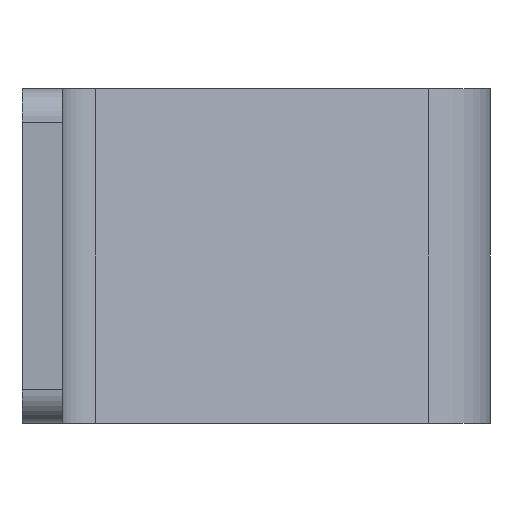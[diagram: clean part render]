
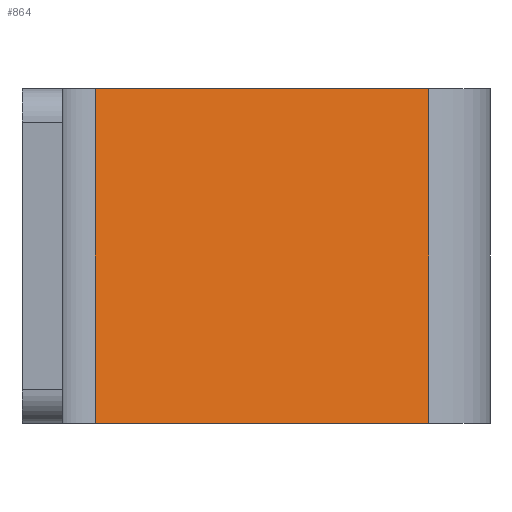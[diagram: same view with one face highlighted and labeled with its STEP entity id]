
A CAD part, left-side view. The second image highlights one B-rep face of the part: STEP entity #864.
In plain terms, the highlighted planar face has unit normal (-0.957, -0.291, 0).
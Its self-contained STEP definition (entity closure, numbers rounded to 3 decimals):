
#29 = CARTESIAN_POINT ( 'NONE',  ( -50.439, 59.035, 0. ) ) ;
#47 = AXIS2_PLACEMENT_3D ( 'NONE', #200, #849, #739 ) ;
#76 = LINE ( 'NONE', #1050, #1058 ) ;
#95 = ORIENTED_EDGE ( 'NONE', *, *, #614, .T. ) ;
#132 = LINE ( 'NONE', #621, #610 ) ;
#200 = CARTESIAN_POINT ( 'NONE',  ( -50.439, 59.035, -50. ) ) ;
#261 = VERTEX_POINT ( 'NONE', #1061 ) ;
#286 = VERTEX_POINT ( 'NONE', #778 ) ;
#373 = EDGE_CURVE ( 'NONE', #261, #1124, #1331, .T. ) ;
#382 = CARTESIAN_POINT ( 'NONE',  ( -35.28, 9.147, -50. ) ) ;
#445 = DIRECTION ( 'NONE',  ( 0.291, -0.957, 0. ) ) ;
#479 = ORIENTED_EDGE ( 'NONE', *, *, #831, .F. ) ;
#522 = FACE_OUTER_BOUND ( 'NONE', #1208, .T. ) ;
#610 = VECTOR ( 'NONE', #1130, 1000. ) ;
#614 = EDGE_CURVE ( 'NONE', #1222, #1124, #769, .T. ) ;
#621 = CARTESIAN_POINT ( 'NONE',  ( -50.439, 59.035, -50. ) ) ;
#739 = DIRECTION ( 'NONE',  ( 0.291, -0.957, 0. ) ) ;
#769 = LINE ( 'NONE', #382, #1273 ) ;
#778 = CARTESIAN_POINT ( 'NONE',  ( -50.439, 59.035, -50. ) ) ;
#819 = DIRECTION ( 'NONE',  ( 0., 0., 1. ) ) ;
#830 = PLANE ( 'NONE',  #47 ) ;
#831 = EDGE_CURVE ( 'NONE', #286, #261, #132, .T. ) ;
#849 = DIRECTION ( 'NONE',  ( -0.957, -0.291, 0. ) ) ;
#864 = ADVANCED_FACE ( 'NONE', ( #522 ), #830, .T. ) ;
#875 = DIRECTION ( 'NONE',  ( 0.291, -0.957, 0. ) ) ;
#887 = CARTESIAN_POINT ( 'NONE',  ( -35.28, 9.147, 0. ) ) ;
#941 = EDGE_CURVE ( 'NONE', #286, #1222, #76, .T. ) ;
#998 = ORIENTED_EDGE ( 'NONE', *, *, #373, .F. ) ;
#1050 = CARTESIAN_POINT ( 'NONE',  ( -50.439, 59.035, -50. ) ) ;
#1058 = VECTOR ( 'NONE', #445, 1000. ) ;
#1061 = CARTESIAN_POINT ( 'NONE',  ( -50.439, 59.035, 0. ) ) ;
#1112 = ORIENTED_EDGE ( 'NONE', *, *, #941, .T. ) ;
#1124 = VERTEX_POINT ( 'NONE', #887 ) ;
#1130 = DIRECTION ( 'NONE',  ( 0., 0., 1. ) ) ;
#1208 = EDGE_LOOP ( 'NONE', ( #998, #479, #1112, #95 ) ) ;
#1222 = VERTEX_POINT ( 'NONE', #1304 ) ;
#1237 = VECTOR ( 'NONE', #875, 1000. ) ;
#1273 = VECTOR ( 'NONE', #819, 1000. ) ;
#1304 = CARTESIAN_POINT ( 'NONE',  ( -35.28, 9.147, -50. ) ) ;
#1331 = LINE ( 'NONE', #29, #1237 ) ;
